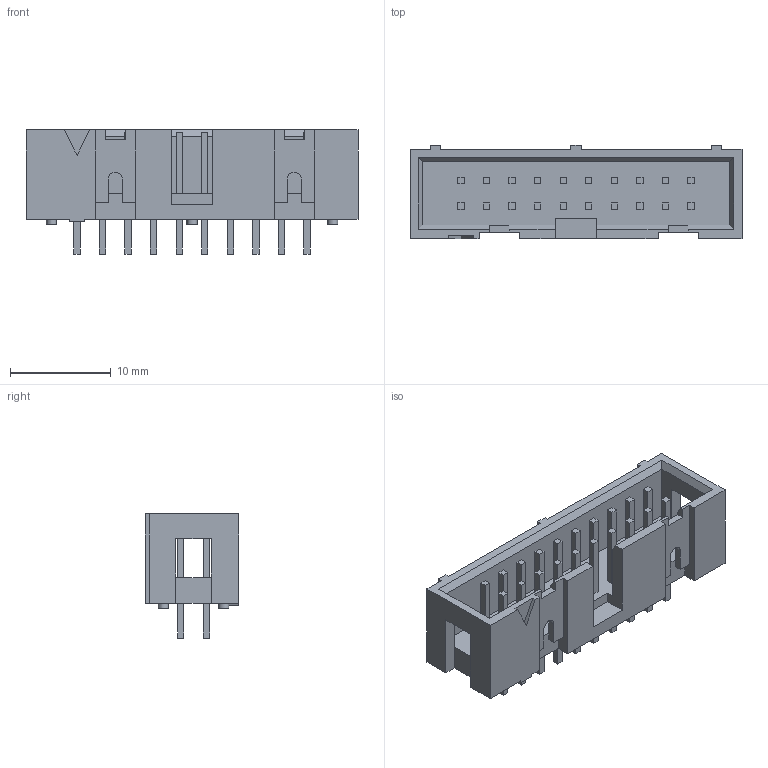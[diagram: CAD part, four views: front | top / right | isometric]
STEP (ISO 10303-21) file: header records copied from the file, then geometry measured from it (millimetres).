
FILE_DESCRIPTION(/* description */ (''),/* implementation_level */ '2;1');
FILE_NAME(/* name */ 'Con_09185206324 v2.step',/* time_stamp */ '2021-05-18T14:50:59+02:00',/* author */ (''),/* organization */ (''),/* preprocessor_version */ 'ST-DEVELOPER v18.1',/* originating_system */ 'Autodesk Translation Framework v10.6.0.1341',/* authorisation */ '');
FILE_SCHEMA (('AUTOMOTIVE_DESIGN { 1 0 10303 214 3 1 1 }'));
Length unit declared in the file: millimetre
Products named in the file (1): Con_09185206324
Bounding box: 33 x 9.3 x 12.35 mm (x, y, z)
Volume: 1309.4 mm3; surface area: 2262.1 mm2
Topology: 1 solids, 1 shells, 289 faces, 735 edges, 486 vertices
Faces by surface type: plane 281, cylinder 8
Full cylindrical faces by diameter (mm): 1 x6
Entity records: 8680 total; most frequent: CARTESIAN_POINT 1511, ORIENTED_EDGE 1470, DIRECTION 1331, EDGE_CURVE 735, LINE 719, VECTOR 719, VERTEX_POINT 486, EDGE_LOOP 335
